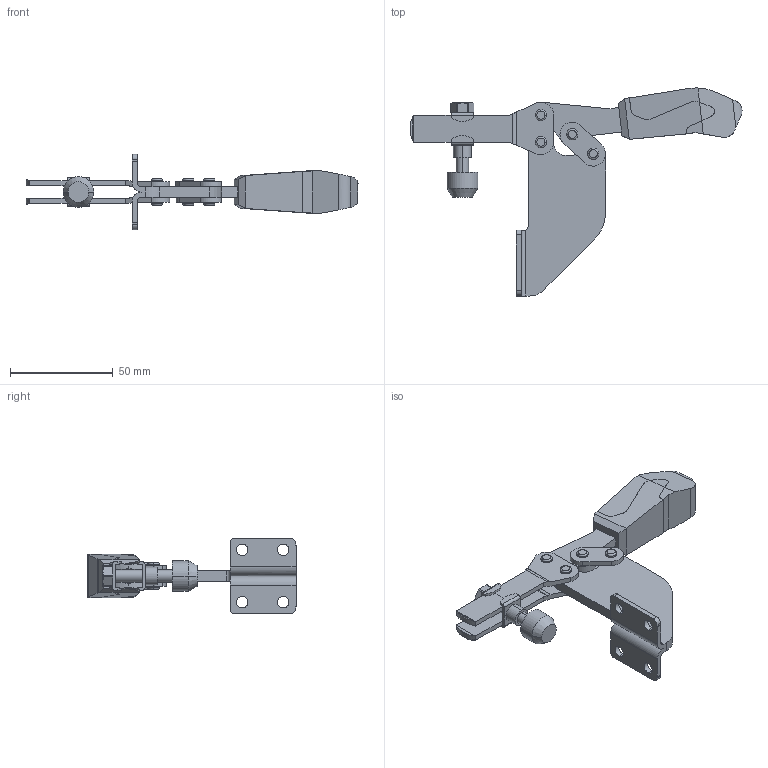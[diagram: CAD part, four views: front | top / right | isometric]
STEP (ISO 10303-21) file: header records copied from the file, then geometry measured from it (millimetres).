
FILE_DESCRIPTION (( 'STEP AP214' ), '1' );
FILE_NAME ('EH 23330.1023.STEP', '2019-10-25T05:31:51', ( '' ), ( '' ), 'SwSTEP 2.0', 'SolidWorks 2019', '' );
FILE_SCHEMA (( 'AUTOMOTIVE_DESIGN' ));
Length unit declared in the file: millimetre
Products named in the file (8): _146233.stp; _93328-1.stp; _30MS-M6-2.stp; _93021-6_0.stp; _557229.stp; _93021-2.stp; _93021-3_0.stp; EH 23330.1023
Assembly tree (7 placements, depth 2):
  EH 23330.1023
    _93328-1.stp
    _93021-6_0.stp
    _93021-2.stp
    _93021-3_0.stp
    _557229.stp
    _30MS-M6-2.stp
    _146233.stp
Bounding box: 161.81 x 101.42 x 36.8 mm (x, y, z)
Volume: 49786.7 mm3; surface area: 25444.1 mm2
Topology: 7 solids, 8 shells, 318 faces, 817 edges, 534 vertices
Faces by surface type: plane 144, cylinder 142, torus 16, cone 16
Entity records: 10909 total; most frequent: CARTESIAN_POINT 2475, DIRECTION 1651, ORIENTED_EDGE 1634, EDGE_CURVE 817, AXIS2_PLACEMENT_3D 600, VERTEX_POINT 534, VECTOR 451, LINE 451
